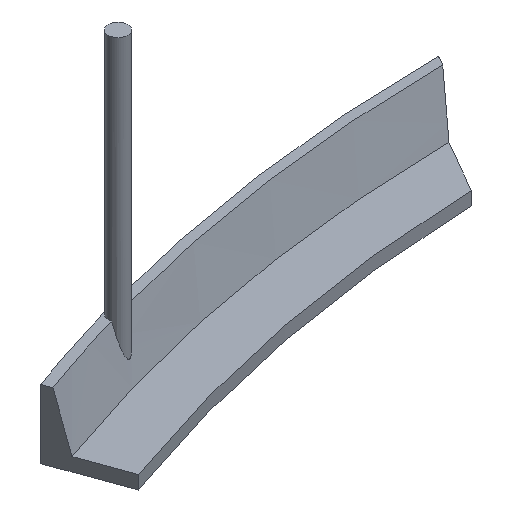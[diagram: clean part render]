
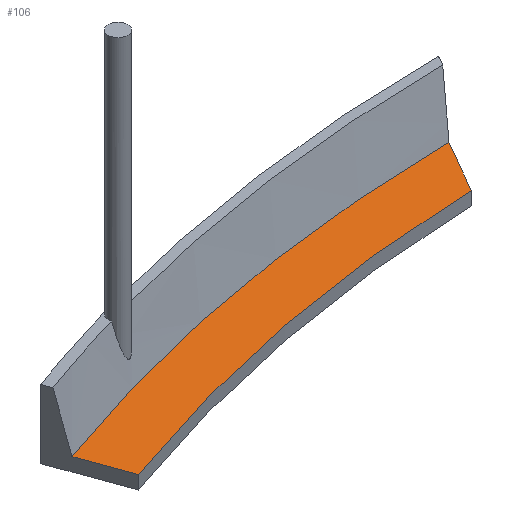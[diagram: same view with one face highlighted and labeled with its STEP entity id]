
A CAD part, isometric view. The second image highlights one B-rep face of the part: STEP entity #106.
In plain terms, the highlighted planar face has unit normal (0, 0, 1).
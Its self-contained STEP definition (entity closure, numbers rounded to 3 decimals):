
#24 = VERTEX_POINT('',#25);
#25 = CARTESIAN_POINT('',(-239.414,-42.215,7.));
#31 = EDGE_CURVE('',#24,#32,#34,.T.);
#32 = VERTEX_POINT('',#33);
#33 = CARTESIAN_POINT('',(-248.729,-16.622,7.));
#34 = LINE('',#35,#36);
#35 = CARTESIAN_POINT('',(-239.414,-42.215,7.));
#36 = VECTOR('',#37,1.);
#37 = DIRECTION('',(-0.342,0.94,0.));
#88 = VERTEX_POINT('',#89);
#89 = CARTESIAN_POINT('',(-23.318,-0.388,7.));
#95 = EDGE_CURVE('',#24,#88,#96,.T.);
#96 = CIRCLE('',#97,700.);
#97 = AXIS2_PLACEMENT_3D('',#98,#99,#100);
#98 = CARTESIAN_POINT('',(0.,-700.,7.));
#99 = DIRECTION('',(0.,0.,-1.));
#100 = DIRECTION('',(-1.,0.,0.));
#106 = ADVANCED_FACE('',(#107),#126,.F.);
#107 = FACE_BOUND('',#108,.T.);
#108 = EDGE_LOOP('',(#109,#110,#111,#119));
#109 = ORIENTED_EDGE('',*,*,#31,.F.);
#110 = ORIENTED_EDGE('',*,*,#95,.T.);
#111 = ORIENTED_EDGE('',*,*,#112,.T.);
#112 = EDGE_CURVE('',#88,#113,#115,.T.);
#113 = VERTEX_POINT('',#114);
#114 = CARTESIAN_POINT('',(-7.391,27.198,7.));
#115 = LINE('',#116,#117);
#116 = CARTESIAN_POINT('',(-23.549,-0.788,7.));
#117 = VECTOR('',#118,1.);
#118 = DIRECTION('',(0.5,0.866,0.));
#119 = ORIENTED_EDGE('',*,*,#120,.F.);
#120 = EDGE_CURVE('',#32,#113,#121,.T.);
#121 = CIRCLE('',#122,727.235);
#122 = AXIS2_PLACEMENT_3D('',#123,#124,#125);
#123 = CARTESIAN_POINT('',(0.,-700.,7.));
#124 = DIRECTION('',(0.,0.,-1.));
#125 = DIRECTION('',(-1.,0.,0.));
#126 = PLANE('',#127);
#127 = AXIS2_PLACEMENT_3D('',#128,#129,#130);
#128 = CARTESIAN_POINT('',(-123.918,2.776,7.));
#129 = DIRECTION('',(0.,0.,-1.));
#130 = DIRECTION('',(-0.985,-0.174,0.)
  );
